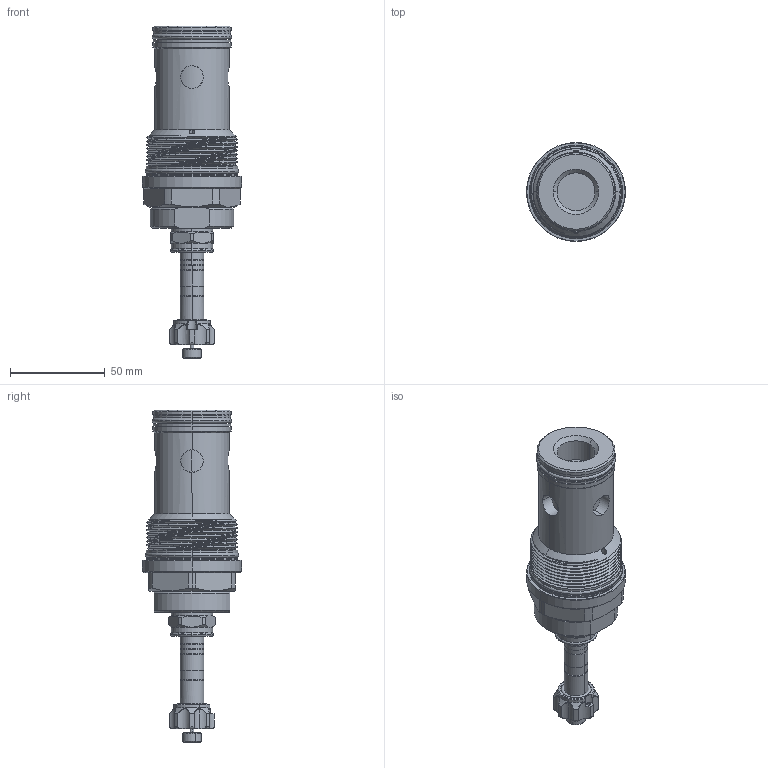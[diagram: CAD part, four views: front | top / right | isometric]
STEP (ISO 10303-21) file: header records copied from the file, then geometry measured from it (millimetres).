
FILE_DESCRIPTION (( 'STEP AP203' ), '1' );
FILE_NAME ('EP18A2A09P95.STEP', '2020-04-16T03:44:01', ( '' ), ( '' ), 'SwSTEP 2.0', 'SolidWorks 2018', '' );
FILE_SCHEMA (( 'CONFIG_CONTROL_DESIGN' ));
Length unit declared in the file: millimetre
Products named in the file (1): EP18A2A09P95
Bounding box: 52.37 x 52.37 x 175.6 mm (x, y, z)
Volume: 164765.6 mm3; surface area: 31931.2 mm2
Topology: 7 solids, 7 shells, 346 faces, 810 edges, 490 vertices
Faces by surface type: cylinder 155, cone 55, torus 51, plane 48, bspline 37
Entity records: 15090 total; most frequent: CARTESIAN_POINT 7412, ORIENTED_EDGE 1616, DIRECTION 1590, EDGE_CURVE 808, AXIS2_PLACEMENT_3D 682, VERTEX_POINT 490, EDGE_LOOP 374, CIRCLE 372
